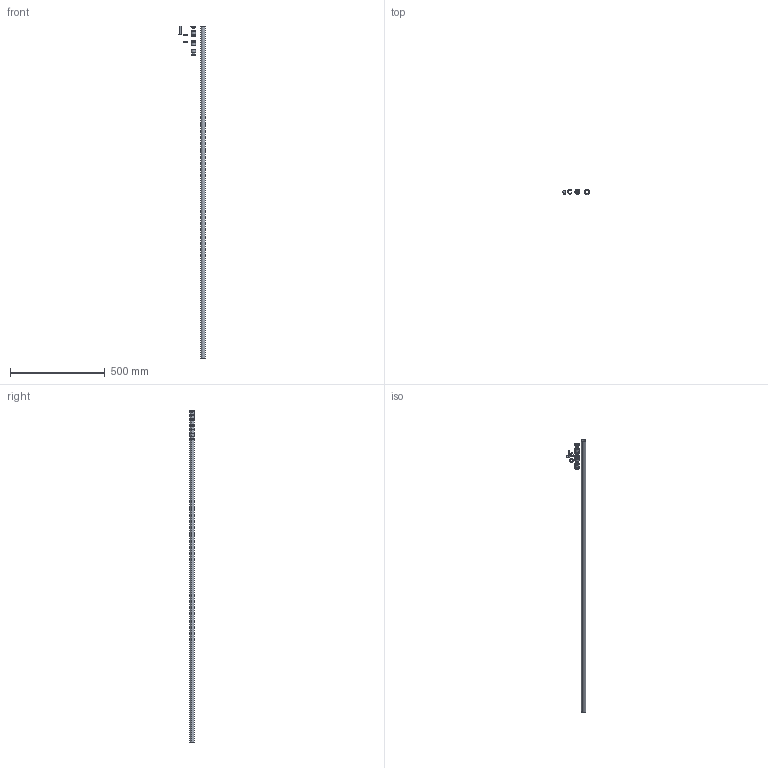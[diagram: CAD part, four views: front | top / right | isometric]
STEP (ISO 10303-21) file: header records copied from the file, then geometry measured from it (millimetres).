
FILE_DESCRIPTION (( 'STEP AP203' ), '1' );
FILE_NAME ('FSA8800 S22 Set 2 Teile 1755 neu.STEP', '2025-05-08T07:19:42', ( '' ), ( '' ), 'SwSTEP 2.0', 'SolidWorks 2023', '' );
FILE_SCHEMA (( 'CONFIG_CONTROL_DESIGN' ));
Length unit declared in the file: millimetre
Products named in the file (13): Folie Montagewinkel gefältzte Tür; Montagewinkel gefälzte Tür; Klebepad Montagewinkel gefältzte Tür_mit einer Abdeckfolie; Fuss S22; Fuss mit Klebepad S22; FSA8800 S22 Set 2 Teile 1755 neu; Zapfen S22; Kleberondelle d23_01; Abdeckfolie d23_01; Klebeband Montagewinkel gefältzte Tür; Abdeckprofil 1755 S22_1755; Sicherungsclip S22; Montagewinkel gefältze Tür_01
Assembly tree (15 placements, depth 4):
  FSA8800 S22 Set 2 Teile 1755 neu
    Abdeckprofil 1755 S22_1755
    Fuss mit Klebepad S22
      Fuss S22
      Kleberondelle d23_01
      Abdeckfolie d23_01
    Zapfen S22  x3
    Sicherungsclip S22  x2
    Montagewinkel gefälzte Tür
      Montagewinkel gefältze Tür_01
      Klebepad Montagewinkel gefältzte Tür_mit einer Abdeckfolie
        Klebeband Montagewinkel gefältzte Tür
        Folie Montagewinkel gefältzte Tür
Bounding box: 139.99 x 25.2 x 1755 mm (x, y, z)
Volume: 158063.9 mm3; surface area: 273214.1 mm2
Topology: 12 solids, 12 shells, 268 faces, 594 edges, 343 vertices
Faces by surface type: cylinder 102, torus 71, plane 59, sphere 22, cone 14
Entity records: 5649 total; most frequent: DIRECTION 864, CARTESIAN_POINT 706, ORIENTED_EDGE 648, AXIS2_PLACEMENT_3D 371, EDGE_CURVE 324, CIRCLE 200, VERTEX_POINT 197, EDGE_LOOP 167
